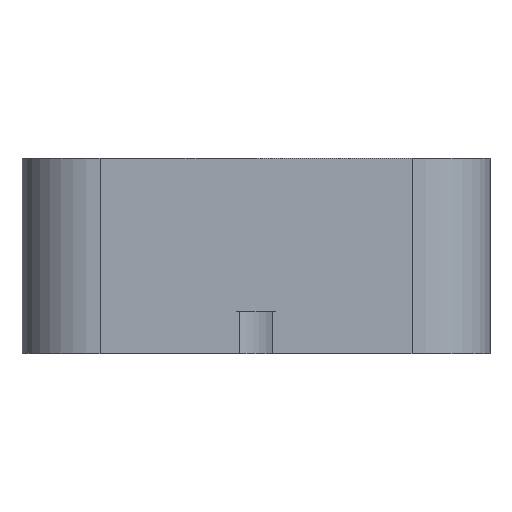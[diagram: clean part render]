
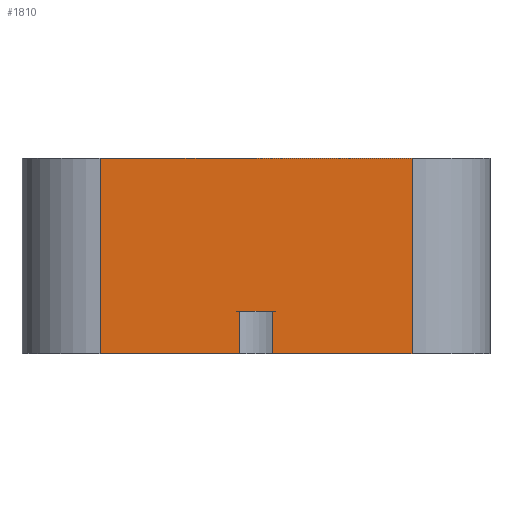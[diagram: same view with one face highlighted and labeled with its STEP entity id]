
A CAD part, left-side view. The second image highlights one B-rep face of the part: STEP entity #1810.
In plain terms, the highlighted planar face has unit normal (-1, 0, 0).
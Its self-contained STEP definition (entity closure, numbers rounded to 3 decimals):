
#18 = VERTEX_POINT ( 'NONE', #158 ) ;
#50 = CARTESIAN_POINT ( 'NONE',  ( -40., 0., 25. ) ) ;
#120 = CARTESIAN_POINT ( 'NONE',  ( -40., 0., 5.4 ) ) ;
#158 = CARTESIAN_POINT ( 'NONE',  ( -40., -2.09, 0. ) ) ;
#183 = CARTESIAN_POINT ( 'NONE',  ( -40., -20., 25. ) ) ;
#244 = CARTESIAN_POINT ( 'NONE',  ( -40., 20., 25. ) ) ;
#247 = ORIENTED_EDGE ( 'NONE', *, *, #1699, .T. ) ;
#254 = VECTOR ( 'NONE', #699, 1000. ) ;
#357 = CARTESIAN_POINT ( 'NONE',  ( -40., 20., 25. ) ) ;
#368 = CARTESIAN_POINT ( 'NONE',  ( -40., -20., 25. ) ) ;
#384 = VECTOR ( 'NONE', #982, 1000. ) ;
#405 = EDGE_CURVE ( 'NONE', #1779, #421, #1571, .T. ) ;
#421 = VERTEX_POINT ( 'NONE', #1065 ) ;
#451 = VERTEX_POINT ( 'NONE', #183 ) ;
#458 = LINE ( 'NONE', #120, #384 ) ;
#462 = VECTOR ( 'NONE', #1535, 1000. ) ;
#468 = DIRECTION ( 'NONE',  ( 0., 0., -1. ) ) ;
#519 = ORIENTED_EDGE ( 'NONE', *, *, #1579, .T. ) ;
#536 = CARTESIAN_POINT ( 'NONE',  ( -40., 20., 0. ) ) ;
#548 = VECTOR ( 'NONE', #1775, 1000. ) ;
#571 = VECTOR ( 'NONE', #1247, 1000. ) ;
#587 = CARTESIAN_POINT ( 'NONE',  ( -40., 2.09, 0. ) ) ;
#595 = CARTESIAN_POINT ( 'NONE',  ( -40., -20., 0. ) ) ;
#699 = DIRECTION ( 'NONE',  ( 0., 0., -1. ) ) ;
#802 = LINE ( 'NONE', #1210, #548 ) ;
#816 = VECTOR ( 'NONE', #880, 1000. ) ;
#865 = CARTESIAN_POINT ( 'NONE',  ( -40., -2.09, 5.4 ) ) ;
#866 = EDGE_LOOP ( 'NONE', ( #1601, #1052, #1045, #519, #1801, #1515, #247, #1742 ) ) ;
#880 = DIRECTION ( 'NONE',  ( 0., 0., 1. ) ) ;
#881 = CARTESIAN_POINT ( 'NONE',  ( -40., 2.09, 0. ) ) ;
#958 = LINE ( 'NONE', #1548, #571 ) ;
#982 = DIRECTION ( 'NONE',  ( 0., -1., 0. ) ) ;
#1019 = DIRECTION ( 'NONE',  ( 0., -1., 0. ) ) ;
#1045 = ORIENTED_EDGE ( 'NONE', *, *, #1617, .T. ) ;
#1052 = ORIENTED_EDGE ( 'NONE', *, *, #1610, .T. ) ;
#1065 = CARTESIAN_POINT ( 'NONE',  ( -40., 2.09, 5.4 ) ) ;
#1097 = EDGE_CURVE ( 'NONE', #1530, #1639, #1608, .T. ) ;
#1115 = DIRECTION ( 'NONE',  ( 0., 0., 1. ) ) ;
#1171 = LINE ( 'NONE', #1598, #1281 ) ;
#1180 = AXIS2_PLACEMENT_3D ( 'NONE', #50, #1332, #468 ) ;
#1210 = CARTESIAN_POINT ( 'NONE',  ( -40., 0., 25. ) ) ;
#1216 = LINE ( 'NONE', #368, #1629 ) ;
#1237 = LINE ( 'NONE', #1693, #254 ) ;
#1247 = DIRECTION ( 'NONE',  ( 0., -1., 0. ) ) ;
#1281 = VECTOR ( 'NONE', #1019, 1000. ) ;
#1332 = DIRECTION ( 'NONE',  ( 1., 0., 0. ) ) ;
#1436 = EDGE_CURVE ( 'NONE', #1530, #451, #802, .T. ) ;
#1459 = PLANE ( 'NONE',  #1180 ) ;
#1515 = ORIENTED_EDGE ( 'NONE', *, *, #1097, .T. ) ;
#1530 = VERTEX_POINT ( 'NONE', #357 ) ;
#1535 = DIRECTION ( 'NONE',  ( 0., 0., -1. ) ) ;
#1548 = CARTESIAN_POINT ( 'NONE',  ( -40., 0., 0. ) ) ;
#1571 = LINE ( 'NONE', #587, #816 ) ;
#1579 = EDGE_CURVE ( 'NONE', #1685, #451, #1216, .T. ) ;
#1598 = CARTESIAN_POINT ( 'NONE',  ( -40., 0., 0. ) ) ;
#1601 = ORIENTED_EDGE ( 'NONE', *, *, #1638, .T. ) ;
#1608 = LINE ( 'NONE', #244, #462 ) ;
#1610 = EDGE_CURVE ( 'NONE', #1728, #18, #1237, .T. ) ;
#1617 = EDGE_CURVE ( 'NONE', #18, #1685, #958, .T. ) ;
#1629 = VECTOR ( 'NONE', #1115, 1000. ) ;
#1638 = EDGE_CURVE ( 'NONE', #421, #1728, #458, .T. ) ;
#1639 = VERTEX_POINT ( 'NONE', #536 ) ;
#1685 = VERTEX_POINT ( 'NONE', #595 ) ;
#1693 = CARTESIAN_POINT ( 'NONE',  ( -40., -2.09, 0. ) ) ;
#1699 = EDGE_CURVE ( 'NONE', #1639, #1779, #1171, .T. ) ;
#1728 = VERTEX_POINT ( 'NONE', #865 ) ;
#1742 = ORIENTED_EDGE ( 'NONE', *, *, #405, .T. ) ;
#1759 = FACE_OUTER_BOUND ( 'NONE', #866, .T. ) ;
#1775 = DIRECTION ( 'NONE',  ( 0., -1., 0. ) ) ;
#1779 = VERTEX_POINT ( 'NONE', #881 ) ;
#1801 = ORIENTED_EDGE ( 'NONE', *, *, #1436, .F. ) ;
#1810 = ADVANCED_FACE ( 'NONE', ( #1759 ), #1459, .F. ) ;
